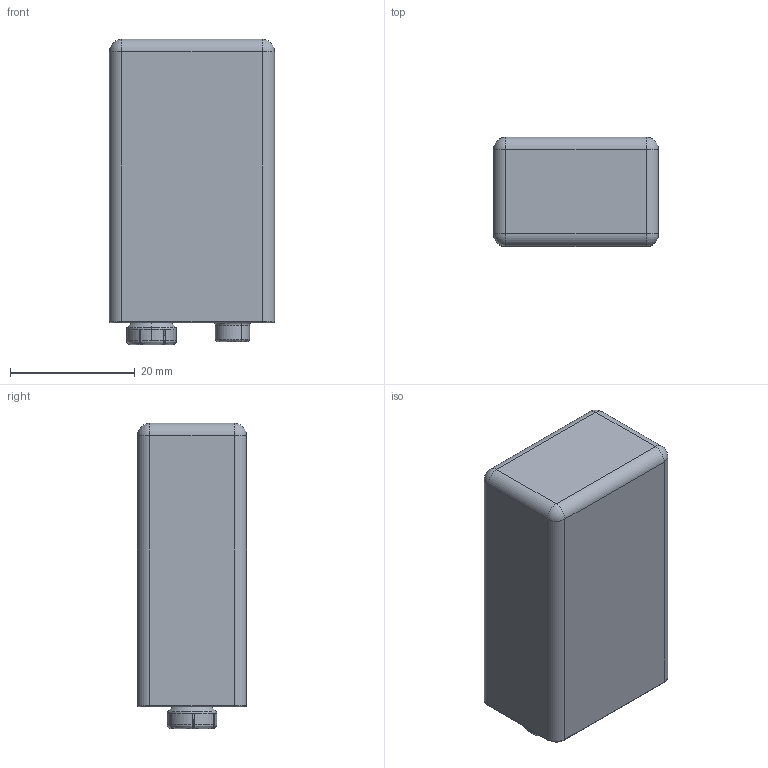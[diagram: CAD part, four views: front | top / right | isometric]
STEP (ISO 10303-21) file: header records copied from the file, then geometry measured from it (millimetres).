
FILE_DESCRIPTION (( 'STEP AP214' ), '1' );
FILE_NAME ('9V_Batterie.STEP', '2020-12-17T22:04:58', ( '' ), ( '' ), 'SwSTEP 2.0', 'SolidWorks 2020', '' );
FILE_SCHEMA (( 'AUTOMOTIVE_DESIGN' ));
Length unit declared in the file: millimetre
Products named in the file (4): Connecteur femelle Batterie 9V; 9V_Batterie; Corps Batterie; Connecteur male Batterie 9V
Assembly tree (3 placements, depth 2):
  9V_Batterie
    Corps Batterie
    Connecteur femelle Batterie 9V
    Connecteur male Batterie 9V
Bounding box: 26.5 x 17.5 x 49 mm (x, y, z)
Volume: 20695.7 mm3; surface area: 5290.1 mm2
Topology: 1 solids, 3 shells, 180 faces, 430 edges, 258 vertices
Faces by surface type: cylinder 64, bspline 50, plane 50, torus 8, sphere 4, cone 4
Entity records: 7300 total; most frequent: CARTESIAN_POINT 3339, ORIENTED_EDGE 836, DIRECTION 790, EDGE_CURVE 418, AXIS2_PLACEMENT_3D 319, VERTEX_POINT 258, EDGE_LOOP 194, CIRCLE 182
